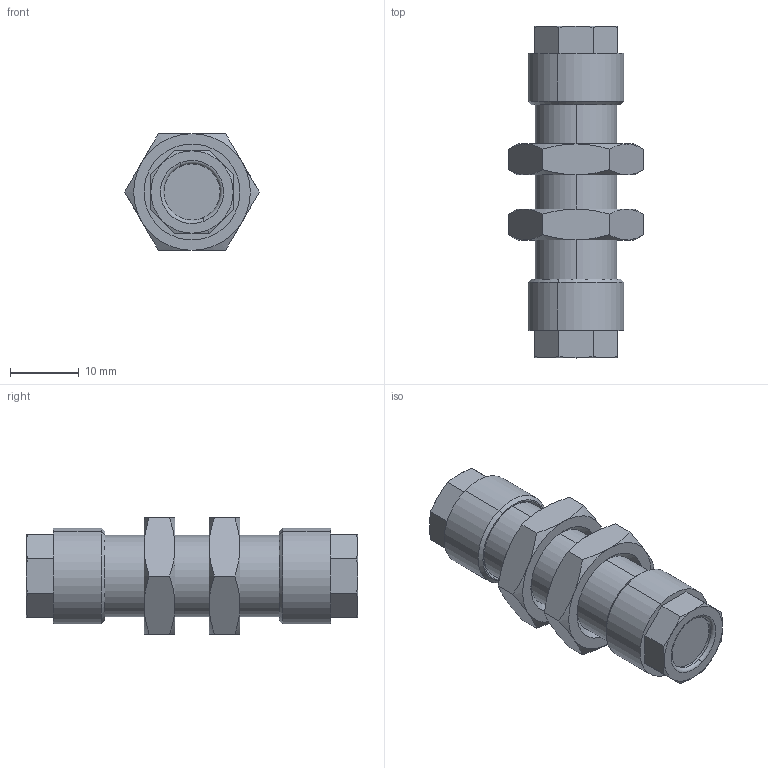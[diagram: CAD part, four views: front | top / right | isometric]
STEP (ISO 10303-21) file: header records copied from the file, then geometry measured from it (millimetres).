
FILE_DESCRIPTION (( 'STEP AP214' ), '1' );
FILE_NAME ('0105000006.step', '2012-09-28T13:22:36', ( '' ), ( '' ), 'SwSTEP 2.0', 'SolidWorks 2012', '' );
FILE_SCHEMA (( 'AUTOMOTIVE_DESIGN' ));
Length unit declared in the file: millimetre
Products named in the file (1): 0105000006
Bounding box: 19.63 x 48.4 x 17 mm (x, y, z)
Volume: 7133.9 mm3; surface area: 3668.6 mm2
Topology: 3 solids, 3 shells, 116 faces, 254 edges, 150 vertices
Faces by surface type: cone 58, plane 40, cylinder 14, torus 4
Entity records: 4676 total; most frequent: CARTESIAN_POINT 889, ORIENTED_EDGE 508, DIRECTION 506, EDGE_CURVE 254, AXIS2_PLACEMENT_3D 215, VERTEX_POINT 150, EDGE_LOOP 126, UNCERTAINTY_MEASURE_WITH_UNIT 121
